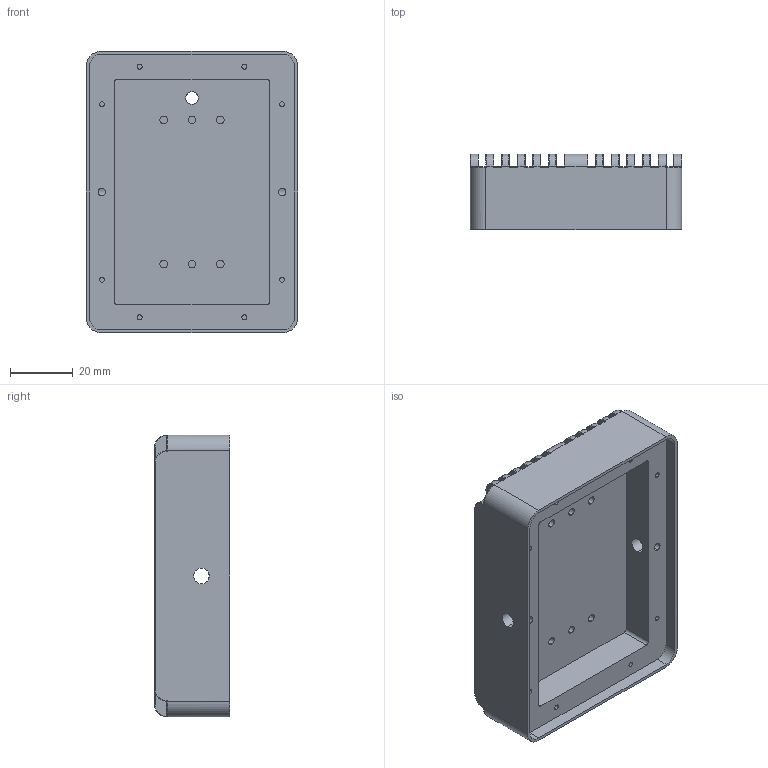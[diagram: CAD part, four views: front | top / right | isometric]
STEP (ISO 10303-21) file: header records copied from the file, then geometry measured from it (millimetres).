
FILE_DESCRIPTION (( 'STEP AP214' ), '1' );
FILE_NAME ('Lampe 2 - Tête.STEP', '2019-05-10T10:35:33', ( '' ), ( '' ), 'SwSTEP 2.0', 'SolidWorks 2018', '' );
FILE_SCHEMA (( 'AUTOMOTIVE_DESIGN' ));
Length unit declared in the file: millimetre
Products named in the file (1): Lampe 2 - T皻e
Bounding box: 67.5 x 24 x 90 mm (x, y, z)
Volume: 74683.6 mm3; surface area: 31589.8 mm2
Topology: 1 solids, 1 shells, 374 faces, 877 edges, 521 vertices
Faces by surface type: cylinder 147, torus 99, plane 78, bspline 50
Entity records: 11293 total; most frequent: CARTESIAN_POINT 2752, DIRECTION 1895, ORIENTED_EDGE 1754, EDGE_CURVE 877, AXIS2_PLACEMENT_3D 810, VERTEX_POINT 521, CIRCLE 485, EDGE_LOOP 400
